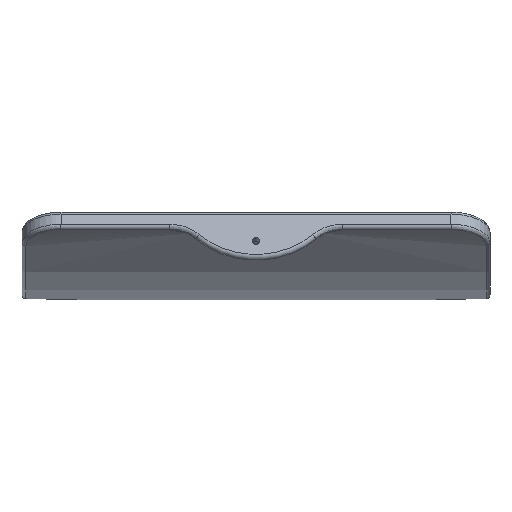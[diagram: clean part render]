
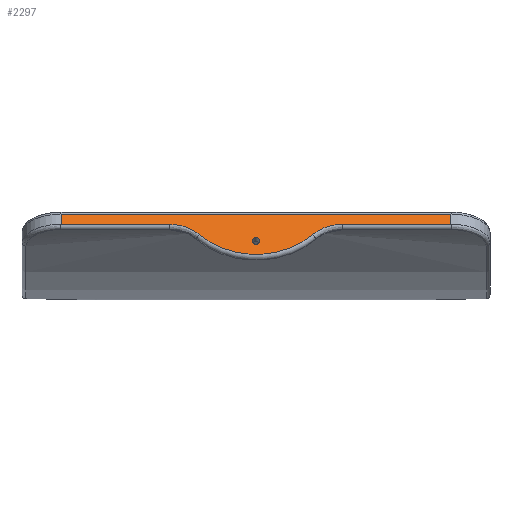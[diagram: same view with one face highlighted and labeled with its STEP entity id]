
A CAD part, left-side view. The second image highlights one B-rep face of the part: STEP entity #2297.
In plain terms, the highlighted planar face has unit normal (-0.866, 0, 0.5).
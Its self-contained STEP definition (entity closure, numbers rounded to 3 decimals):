
#714=CARTESIAN_POINT('',(-70.955,0.,-122.897));
#715=DIRECTION('',(0.866,0.,-0.5));
#716=DIRECTION('',(0.5,0.,0.866));
#717=AXIS2_PLACEMENT_3D('',#714,#715,#716);
#719=CARTESIAN_POINT('',(-70.955,0.,-122.897));
#720=DIRECTION('',(0.866,0.,-0.5));
#721=DIRECTION('',(-0.5,0.,-0.866));
#722=AXIS2_PLACEMENT_3D('',#719,#720,#721);
#724=DIRECTION('',(0.5,0.,0.866));
#725=VECTOR('',#724,3.);
#726=CARTESIAN_POINT('',(-68.498,50.,-118.642));
#727=LINE('',#726,#725);
#728=DIRECTION('',(0.,-1.,0.));
#729=VECTOR('',#728,100.);
#730=CARTESIAN_POINT('',(-66.998,50.,-116.044));
#731=LINE('',#730,#729);
#732=DIRECTION('',(-0.5,0.,-0.866));
#733=VECTOR('',#732,3.);
#734=CARTESIAN_POINT('',(-66.998,-50.,
-116.044));
#735=LINE('',#734,#733);
#736=DIRECTION('',(0.,-1.,0.));
#737=VECTOR('',#736,27.841);
#738=CARTESIAN_POINT('',(-68.498,-22.159,
-118.642));
#739=LINE('',#738,#737);
#740=CARTESIAN_POINT('',(-70.03,-14.541,
-121.296));
#741=CARTESIAN_POINT('',(-69.867,-14.882,
-121.013));
#742=CARTESIAN_POINT('',(-69.571,-15.587,
-120.5));
#743=CARTESIAN_POINT('',(-69.215,-16.678,
-119.884));
#744=CARTESIAN_POINT('',(-68.924,-17.846,
-119.379));
#745=CARTESIAN_POINT('',(-68.689,-19.165,
-118.973));
#746=CARTESIAN_POINT('',(-68.535,-20.62,
-118.706));
#747=CARTESIAN_POINT('',(-68.498,-21.636,
-118.642));
#748=CARTESIAN_POINT('',(-68.498,-22.159,
-118.642));
#750=CARTESIAN_POINT('',(-62.455,0.,
-108.175));
#751=DIRECTION('',(-0.866,0.,0.5));
#752=DIRECTION('',(-0.361,0.692,-0.625));
#753=AXIS2_PLACEMENT_3D('',#750,#751,#752);
#755=CARTESIAN_POINT('',(-68.498,22.159,-118.642));
#756=CARTESIAN_POINT('',(-68.498,21.684,-118.642));
#757=CARTESIAN_POINT('',(-68.529,20.761,-118.696));
#758=CARTESIAN_POINT('',(-68.651,19.479,-118.907));
#759=CARTESIAN_POINT('',(-68.845,18.236,-119.244));
#760=CARTESIAN_POINT('',(-69.132,16.964,-119.74));
#761=CARTESIAN_POINT('',(-69.524,15.703,-120.419));
#762=CARTESIAN_POINT('',(-69.849,14.919,-120.982));
#763=CARTESIAN_POINT('',(-70.03,14.541,-121.296));
#765=DIRECTION('',(0.,-1.,0.));
#766=VECTOR('',#765,27.841);
#767=CARTESIAN_POINT('',(-68.498,50.,-118.642));
#768=LINE('',#767,#766);
#973=CARTESIAN_POINT('',(-70.455,0.,-122.031));
#974=CARTESIAN_POINT('',(-71.455,0.,-123.763));
#975=VERTEX_POINT('',#973);
#976=VERTEX_POINT('',#974);
#1005=CARTESIAN_POINT('',(-68.498,50.,
-118.642));
#1006=CARTESIAN_POINT('',(-66.998,50.,
-116.044));
#1007=VERTEX_POINT('',#1005);
#1008=VERTEX_POINT('',#1006);
#1023=CARTESIAN_POINT('',(-68.498,22.159,
-118.642));
#1024=VERTEX_POINT('',#1023);
#1025=VERTEX_POINT('',#763);
#1026=CARTESIAN_POINT('',(-70.03,-14.541,
-121.296));
#1027=VERTEX_POINT('',#1026);
#1028=VERTEX_POINT('',#748);
#1029=CARTESIAN_POINT('',(-68.498,-50.,
-118.642));
#1030=VERTEX_POINT('',#1029);
#1046=CARTESIAN_POINT('',(-66.998,-50.,
-116.044));
#1047=VERTEX_POINT('',#1046);
#2270=CARTESIAN_POINT('',(-69.,-60.,-119.512));
#2271=DIRECTION('',(-0.866,0.,0.5));
#2272=DIRECTION('',(0.5,0.,0.866));
#2273=AXIS2_PLACEMENT_3D('',#2270,#2271,#2272);
#2274=PLANE('',#2273);
#2276=ORIENTED_EDGE('',*,*,#2275,.T.);
#2277=ORIENTED_EDGE('',*,*,#2264,.T.);
#2278=ORIENTED_EDGE('',*,*,#1423,.T.);
#2280=ORIENTED_EDGE('',*,*,#2279,.F.);
#2282=ORIENTED_EDGE('',*,*,#2281,.F.);
#2284=ORIENTED_EDGE('',*,*,#2283,.F.);
#2286=ORIENTED_EDGE('',*,*,#2285,.F.);
#2288=ORIENTED_EDGE('',*,*,#2287,.F.);
#2289=EDGE_LOOP('',(#2276,#2277,#2278,#2280,#2282,#2284,#2286,#2288));
#2290=FACE_OUTER_BOUND('',#2289,.F.);
#2292=ORIENTED_EDGE('',*,*,#2291,.F.);
#2294=ORIENTED_EDGE('',*,*,#2293,.F.);
#2295=EDGE_LOOP('',(#2292,#2294));
#2296=FACE_BOUND('',#2295,.F.);
#2297=ADVANCED_FACE('',(#2290,#2296),#2274,.T.);
#718=CIRCLE('',#717,1.);
#723=CIRCLE('',#722,1.);
#749=B_SPLINE_CURVE_WITH_KNOTS('',3,(#740,#741,#742,#743,#744,#745,#746,#747,
#748),.UNSPECIFIED.,.F.,.F.,(4,1,1,1,1,1,4),(0.,0.167,
0.333,0.5,0.667,0.833,1.),
.UNSPECIFIED.);
#754=CIRCLE('',#753,21.);
#764=B_SPLINE_CURVE_WITH_KNOTS('',3,(#755,#756,#757,#758,#759,#760,#761,#762,
#763),.UNSPECIFIED.,.F.,.F.,(4,1,1,1,1,1,4),(0.,0.167,
0.333,0.5,0.667,0.833,1.),
.UNSPECIFIED.);
#1423=EDGE_CURVE('',#1047,#1030,#735,.T.);
#2264=EDGE_CURVE('',#1008,#1047,#731,.T.);
#2275=EDGE_CURVE('',#1007,#1008,#727,.T.);
#2279=EDGE_CURVE('',#1028,#1030,#739,.T.);
#2281=EDGE_CURVE('',#1027,#1028,#749,.T.);
#2283=EDGE_CURVE('',#1025,#1027,#754,.T.);
#2285=EDGE_CURVE('',#1024,#1025,#764,.T.);
#2287=EDGE_CURVE('',#1007,#1024,#768,.T.);
#2291=EDGE_CURVE('',#975,#976,#718,.T.);
#2293=EDGE_CURVE('',#976,#975,#723,.T.);
